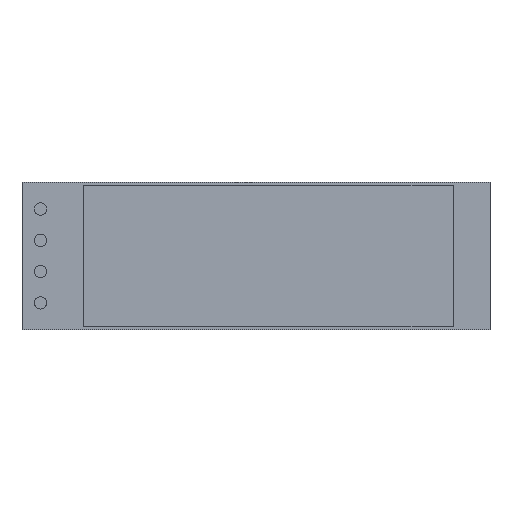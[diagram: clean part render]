
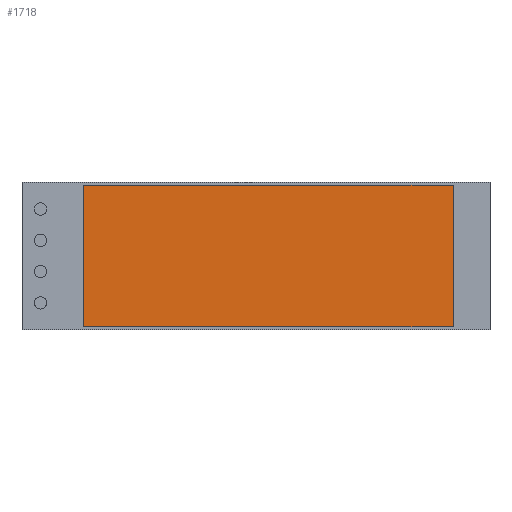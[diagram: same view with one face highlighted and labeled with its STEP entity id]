
A CAD part, top view. The second image highlights one B-rep face of the part: STEP entity #1718.
In plain terms, the highlighted planar face has unit normal (0, 0, 1).
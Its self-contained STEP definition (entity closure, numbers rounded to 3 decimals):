
#1188 = PLANE('',#1189);
#1189 = AXIS2_PLACEMENT_3D('',#1190,#1191,#1192);
#1190 = CARTESIAN_POINT('',(5.,0.25,1.2));
#1191 = DIRECTION('',(-1.,0.,0.));
#1192 = DIRECTION('',(0.,1.,0.));
#1216 = PLANE('',#1217);
#1217 = AXIS2_PLACEMENT_3D('',#1218,#1219,#1220);
#1218 = CARTESIAN_POINT('',(5.,11.75,1.2));
#1219 = DIRECTION('',(0.,1.,0.));
#1220 = DIRECTION('',(1.,0.,0.));
#1244 = PLANE('',#1245);
#1245 = AXIS2_PLACEMENT_3D('',#1246,#1247,#1248);
#1246 = CARTESIAN_POINT('',(35.,11.75,1.2));
#1247 = DIRECTION('',(1.,0.,0.));
#1248 = DIRECTION('',(0.,-1.,0.));
#1270 = PLANE('',#1271);
#1271 = AXIS2_PLACEMENT_3D('',#1272,#1273,#1274);
#1272 = CARTESIAN_POINT('',(35.,0.25,1.2));
#1273 = DIRECTION('',(0.,-1.,0.));
#1274 = DIRECTION('',(-1.,0.,0.));
#1506 = VERTEX_POINT('',#1507);
#1507 = CARTESIAN_POINT('',(5.,0.25,2.6));
#1528 = EDGE_CURVE('',#1506,#1529,#1531,.T.);
#1529 = VERTEX_POINT('',#1530);
#1530 = CARTESIAN_POINT('',(5.,11.75,2.6));
#1531 = SURFACE_CURVE('',#1532,(#1536,#1543),.PCURVE_S1.);
#1532 = LINE('',#1533,#1534);
#1533 = CARTESIAN_POINT('',(5.,0.25,2.6));
#1534 = VECTOR('',#1535,1.);
#1535 = DIRECTION('',(0.,1.,0.));
#1536 = PCURVE('',#1188,#1537);
#1537 = DEFINITIONAL_REPRESENTATION('',(#1538),#1542);
#1538 = LINE('',#1539,#1540);
#1539 = CARTESIAN_POINT('',(0.,-1.4));
#1540 = VECTOR('',#1541,1.);
#1541 = DIRECTION('',(1.,0.));
#1542 = ( GEOMETRIC_REPRESENTATION_CONTEXT(2) 
PARAMETRIC_REPRESENTATION_CONTEXT() REPRESENTATION_CONTEXT('2D SPACE',''
  ) );
#1543 = PCURVE('',#1544,#1549);
#1544 = PLANE('',#1545);
#1545 = AXIS2_PLACEMENT_3D('',#1546,#1547,#1548);
#1546 = CARTESIAN_POINT('',(20.,6.,2.6));
#1547 = DIRECTION('',(-0.,-0.,-1.));
#1548 = DIRECTION('',(-1.,0.,0.));
#1549 = DEFINITIONAL_REPRESENTATION('',(#1550),#1554);
#1550 = LINE('',#1551,#1552);
#1551 = CARTESIAN_POINT('',(15.,-5.75));
#1552 = VECTOR('',#1553,1.);
#1553 = DIRECTION('',(0.,1.));
#1554 = ( GEOMETRIC_REPRESENTATION_CONTEXT(2) 
PARAMETRIC_REPRESENTATION_CONTEXT() REPRESENTATION_CONTEXT('2D SPACE',''
  ) );
#1582 = VERTEX_POINT('',#1583);
#1583 = CARTESIAN_POINT('',(35.,0.25,2.6));
#1604 = EDGE_CURVE('',#1582,#1506,#1605,.T.);
#1605 = SURFACE_CURVE('',#1606,(#1610,#1617),.PCURVE_S1.);
#1606 = LINE('',#1607,#1608);
#1607 = CARTESIAN_POINT('',(35.,0.25,2.6));
#1608 = VECTOR('',#1609,1.);
#1609 = DIRECTION('',(-1.,0.,0.));
#1610 = PCURVE('',#1270,#1611);
#1611 = DEFINITIONAL_REPRESENTATION('',(#1612),#1616);
#1612 = LINE('',#1613,#1614);
#1613 = CARTESIAN_POINT('',(0.,-1.4));
#1614 = VECTOR('',#1615,1.);
#1615 = DIRECTION('',(1.,0.));
#1616 = ( GEOMETRIC_REPRESENTATION_CONTEXT(2) 
PARAMETRIC_REPRESENTATION_CONTEXT() REPRESENTATION_CONTEXT('2D SPACE',''
  ) );
#1617 = PCURVE('',#1544,#1618);
#1618 = DEFINITIONAL_REPRESENTATION('',(#1619),#1623);
#1619 = LINE('',#1620,#1621);
#1620 = CARTESIAN_POINT('',(-15.,-5.75));
#1621 = VECTOR('',#1622,1.);
#1622 = DIRECTION('',(1.,0.));
#1623 = ( GEOMETRIC_REPRESENTATION_CONTEXT(2) 
PARAMETRIC_REPRESENTATION_CONTEXT() REPRESENTATION_CONTEXT('2D SPACE',''
  ) );
#1631 = VERTEX_POINT('',#1632);
#1632 = CARTESIAN_POINT('',(35.,11.75,2.6));
#1653 = EDGE_CURVE('',#1631,#1582,#1654,.T.);
#1654 = SURFACE_CURVE('',#1655,(#1659,#1666),.PCURVE_S1.);
#1655 = LINE('',#1656,#1657);
#1656 = CARTESIAN_POINT('',(35.,11.75,2.6));
#1657 = VECTOR('',#1658,1.);
#1658 = DIRECTION('',(0.,-1.,0.));
#1659 = PCURVE('',#1244,#1660);
#1660 = DEFINITIONAL_REPRESENTATION('',(#1661),#1665);
#1661 = LINE('',#1662,#1663);
#1662 = CARTESIAN_POINT('',(0.,-1.4));
#1663 = VECTOR('',#1664,1.);
#1664 = DIRECTION('',(1.,0.));
#1665 = ( GEOMETRIC_REPRESENTATION_CONTEXT(2) 
PARAMETRIC_REPRESENTATION_CONTEXT() REPRESENTATION_CONTEXT('2D SPACE',''
  ) );
#1666 = PCURVE('',#1544,#1667);
#1667 = DEFINITIONAL_REPRESENTATION('',(#1668),#1672);
#1668 = LINE('',#1669,#1670);
#1669 = CARTESIAN_POINT('',(-15.,5.75));
#1670 = VECTOR('',#1671,1.);
#1671 = DIRECTION('',(0.,-1.));
#1672 = ( GEOMETRIC_REPRESENTATION_CONTEXT(2) 
PARAMETRIC_REPRESENTATION_CONTEXT() REPRESENTATION_CONTEXT('2D SPACE',''
  ) );
#1680 = EDGE_CURVE('',#1529,#1631,#1681,.T.);
#1681 = SURFACE_CURVE('',#1682,(#1686,#1693),.PCURVE_S1.);
#1682 = LINE('',#1683,#1684);
#1683 = CARTESIAN_POINT('',(5.,11.75,2.6));
#1684 = VECTOR('',#1685,1.);
#1685 = DIRECTION('',(1.,0.,0.));
#1686 = PCURVE('',#1216,#1687);
#1687 = DEFINITIONAL_REPRESENTATION('',(#1688),#1692);
#1688 = LINE('',#1689,#1690);
#1689 = CARTESIAN_POINT('',(0.,-1.4));
#1690 = VECTOR('',#1691,1.);
#1691 = DIRECTION('',(1.,0.));
#1692 = ( GEOMETRIC_REPRESENTATION_CONTEXT(2) 
PARAMETRIC_REPRESENTATION_CONTEXT() REPRESENTATION_CONTEXT('2D SPACE',''
  ) );
#1693 = PCURVE('',#1544,#1694);
#1694 = DEFINITIONAL_REPRESENTATION('',(#1695),#1699);
#1695 = LINE('',#1696,#1697);
#1696 = CARTESIAN_POINT('',(15.,5.75));
#1697 = VECTOR('',#1698,1.);
#1698 = DIRECTION('',(-1.,0.));
#1699 = ( GEOMETRIC_REPRESENTATION_CONTEXT(2) 
PARAMETRIC_REPRESENTATION_CONTEXT() REPRESENTATION_CONTEXT('2D SPACE',''
  ) );
#1718 = ADVANCED_FACE('',(#1719),#1544,.F.);
#1719 = FACE_BOUND('',#1720,.F.);
#1720 = EDGE_LOOP('',(#1721,#1722,#1723,#1724));
#1721 = ORIENTED_EDGE('',*,*,#1680,.T.);
#1722 = ORIENTED_EDGE('',*,*,#1653,.T.);
#1723 = ORIENTED_EDGE('',*,*,#1604,.T.);
#1724 = ORIENTED_EDGE('',*,*,#1528,.T.);
